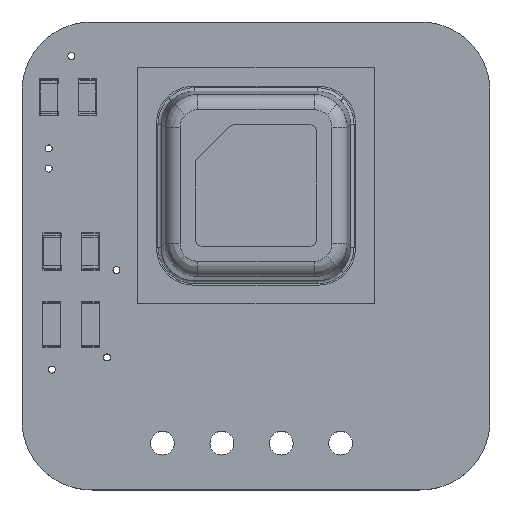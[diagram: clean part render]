
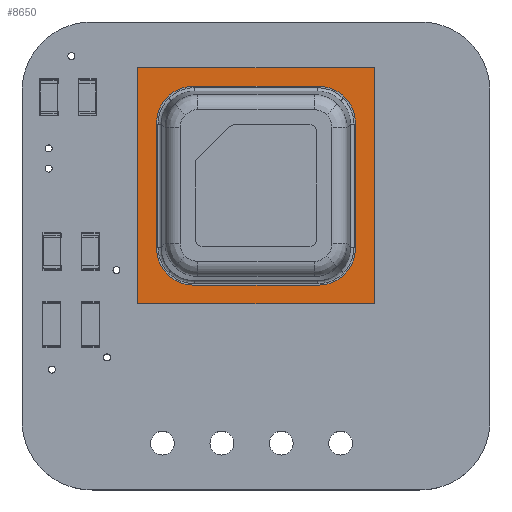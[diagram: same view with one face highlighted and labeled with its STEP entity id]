
A CAD part, top view. The second image highlights one B-rep face of the part: STEP entity #8650.
In plain terms, the highlighted planar face has unit normal (0, 0, 1).
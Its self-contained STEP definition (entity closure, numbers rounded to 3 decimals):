
#4247 = EDGE_CURVE('',#4248,#4250,#4252,.T.);
#4248 = VERTEX_POINT('',#4249);
#4249 = CARTESIAN_POINT('',(-2.67,4.25,0.));
#4250 = VERTEX_POINT('',#4251);
#4251 = CARTESIAN_POINT('',(2.67,4.25,0.));
#4252 = LINE('',#4253,#4254);
#4253 = CARTESIAN_POINT('',(-4.25,4.25,0.));
#4254 = VECTOR('',#4255,1.);
#4255 = DIRECTION('',(1.,0.,0.));
#4287 = EDGE_CURVE('',#4288,#4290,#4292,.T.);
#4288 = VERTEX_POINT('',#4289);
#4289 = CARTESIAN_POINT('',(-4.25,-2.67,0.));
#4290 = VERTEX_POINT('',#4291);
#4291 = CARTESIAN_POINT('',(-4.25,2.67,0.));
#4292 = LINE('',#4293,#4294);
#4293 = CARTESIAN_POINT('',(-4.25,4.25,0.));
#4294 = VECTOR('',#4295,1.);
#4295 = DIRECTION('',(0.,1.,0.));
#4327 = EDGE_CURVE('',#4328,#4330,#4332,.T.);
#4328 = VERTEX_POINT('',#4329);
#4329 = CARTESIAN_POINT('',(2.67,-4.25,0.));
#4330 = VERTEX_POINT('',#4331);
#4331 = CARTESIAN_POINT('',(-2.67,-4.25,0.));
#4332 = LINE('',#4333,#4334);
#4333 = CARTESIAN_POINT('',(-4.25,-4.25,0.));
#4334 = VECTOR('',#4335,1.);
#4335 = DIRECTION('',(-1.,0.,0.));
#4378 = VERTEX_POINT('',#4379);
#4379 = CARTESIAN_POINT('',(4.25,-2.67,0.));
#4385 = EDGE_CURVE('',#4386,#4378,#4388,.T.);
#4386 = VERTEX_POINT('',#4387);
#4387 = CARTESIAN_POINT('',(4.25,2.67,0.));
#4388 = LINE('',#4389,#4390);
#4389 = CARTESIAN_POINT('',(4.25,4.25,0.));
#4390 = VECTOR('',#4391,1.);
#4391 = DIRECTION('',(0.,-1.,0.));
#4787 = EDGE_CURVE('',#4378,#4328,#4788,.T.);
#4788 = CIRCLE('',#4789,1.58);
#4789 = AXIS2_PLACEMENT_3D('',#4790,#4791,#4792);
#4790 = CARTESIAN_POINT('',(2.67,-2.67,0.));
#4791 = DIRECTION('',(0.,0.,-1.));
#4792 = DIRECTION('',(0.,1.,0.));
#4805 = EDGE_CURVE('',#4330,#4288,#4806,.T.);
#4806 = CIRCLE('',#4807,1.58);
#4807 = AXIS2_PLACEMENT_3D('',#4808,#4809,#4810);
#4808 = CARTESIAN_POINT('',(-2.67,-2.67,0.));
#4809 = DIRECTION('',(0.,0.,-1.));
#4810 = DIRECTION('',(0.,1.,0.));
#4823 = EDGE_CURVE('',#4290,#4248,#4824,.T.);
#4824 = CIRCLE('',#4825,1.58);
#4825 = AXIS2_PLACEMENT_3D('',#4826,#4827,#4828);
#4826 = CARTESIAN_POINT('',(-2.67,2.67,0.));
#4827 = DIRECTION('',(0.,0.,-1.));
#4828 = DIRECTION('',(0.,1.,0.));
#4841 = EDGE_CURVE('',#4250,#4386,#4842,.T.);
#4842 = CIRCLE('',#4843,1.58);
#4843 = AXIS2_PLACEMENT_3D('',#4844,#4845,#4846);
#4844 = CARTESIAN_POINT('',(2.67,2.67,0.));
#4845 = DIRECTION('',(0.,0.,-1.));
#4846 = DIRECTION('',(0.,1.,0.));
#8541 = VERTEX_POINT('',#8542);
#8542 = CARTESIAN_POINT('',(-5.05,-5.05,0.));
#8548 = EDGE_CURVE('',#8541,#8549,#8551,.T.);
#8549 = VERTEX_POINT('',#8550);
#8550 = CARTESIAN_POINT('',(-5.05,5.05,0.));
#8551 = LINE('',#8552,#8553);
#8552 = CARTESIAN_POINT('',(-5.05,-5.05,0.));
#8553 = VECTOR('',#8554,1.);
#8554 = DIRECTION('',(0.,1.,0.));
#8572 = EDGE_CURVE('',#8549,#8573,#8575,.T.);
#8573 = VERTEX_POINT('',#8574);
#8574 = CARTESIAN_POINT('',(5.05,5.05,0.));
#8575 = LINE('',#8576,#8577);
#8576 = CARTESIAN_POINT('',(-5.05,5.05,0.));
#8577 = VECTOR('',#8578,1.);
#8578 = DIRECTION('',(1.,0.,0.));
#8596 = EDGE_CURVE('',#8573,#8597,#8599,.T.);
#8597 = VERTEX_POINT('',#8598);
#8598 = CARTESIAN_POINT('',(5.05,-5.05,0.));
#8599 = LINE('',#8600,#8601);
#8600 = CARTESIAN_POINT('',(5.05,5.05,0.));
#8601 = VECTOR('',#8602,1.);
#8602 = DIRECTION('',(0.,-1.,0.));
#8620 = EDGE_CURVE('',#8597,#8541,#8621,.T.);
#8621 = LINE('',#8622,#8623);
#8622 = CARTESIAN_POINT('',(5.05,-5.05,0.));
#8623 = VECTOR('',#8624,1.);
#8624 = DIRECTION('',(-1.,0.,0.));
#8650 = ADVANCED_FACE('',(#8651,#8661),#8667,.T.);
#8651 = FACE_BOUND('',#8652,.T.);
#8652 = EDGE_LOOP('',(#8653,#8654,#8655,#8656,#8657,#8658,#8659,#8660));
#8653 = ORIENTED_EDGE('',*,*,#4841,.T.);
#8654 = ORIENTED_EDGE('',*,*,#4385,.T.);
#8655 = ORIENTED_EDGE('',*,*,#4787,.T.);
#8656 = ORIENTED_EDGE('',*,*,#4327,.T.);
#8657 = ORIENTED_EDGE('',*,*,#4805,.T.);
#8658 = ORIENTED_EDGE('',*,*,#4287,.T.);
#8659 = ORIENTED_EDGE('',*,*,#4823,.T.);
#8660 = ORIENTED_EDGE('',*,*,#4247,.T.);
#8661 = FACE_BOUND('',#8662,.T.);
#8662 = EDGE_LOOP('',(#8663,#8664,#8665,#8666));
#8663 = ORIENTED_EDGE('',*,*,#8620,.F.);
#8664 = ORIENTED_EDGE('',*,*,#8596,.F.);
#8665 = ORIENTED_EDGE('',*,*,#8572,.F.);
#8666 = ORIENTED_EDGE('',*,*,#8548,.F.);
#8667 = PLANE('',#8668);
#8668 = AXIS2_PLACEMENT_3D('',#8669,#8670,#8671);
#8669 = CARTESIAN_POINT('',(-5.05,-5.05,0.));
#8670 = DIRECTION('',(0.,0.,1.));
#8671 = DIRECTION('',(1.,0.,0.));
